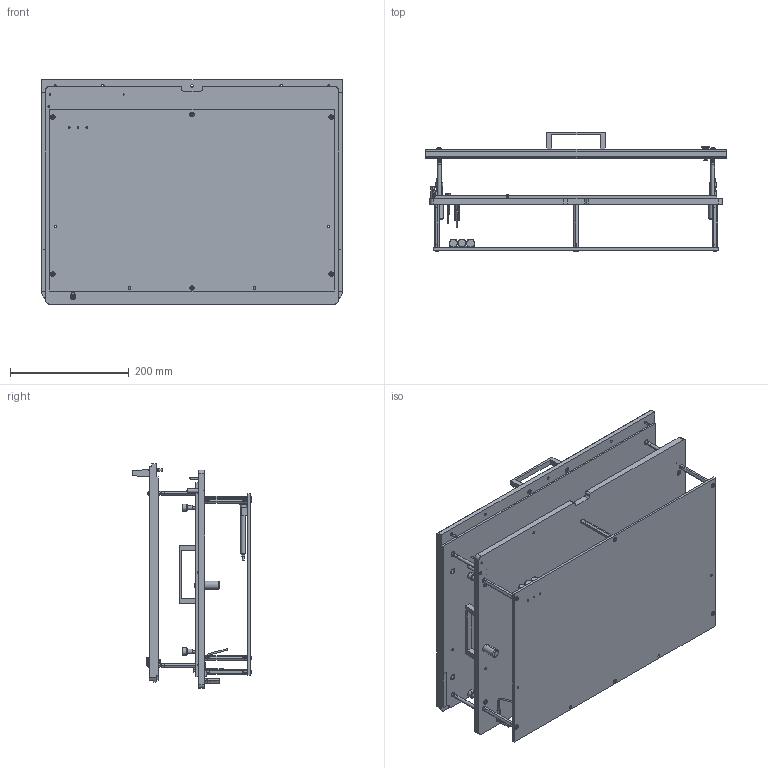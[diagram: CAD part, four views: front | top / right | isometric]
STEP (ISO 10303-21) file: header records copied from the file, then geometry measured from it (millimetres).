
FILE_DESCRIPTION (( 'STEP AP214' ), '1' );
FILE_NAME ('46254-KIT~1.STEP', '2019-09-19T09:29:59', ( '' ), ( '' ), 'SwSTEP 2.0', 'SolidWorks 2018', '' );
FILE_SCHEMA (( 'AUTOMOTIVE_DESIGN' ));
Length unit declared in the file: millimetre
Products named in the file (42): DIN7991~n_M03,0x020; DIN6325~n_03,0m6x016; 46025~1_ohne Transportschrauben <S>; 41367~5_S; 46254-KIT~1; DIN6325~n_06,0m6x030; 41369~1_S; ISO7380~n_M04,0x010; SKB-II~-s-k-i-i_M4,0x73 St; 5015~0; 3699~0_einzeln <Standard>; SKB-II~-s-k-i-i_M4,0x25 St; 1607~1; 48840~0_S; 14846~0_S; 3917~3_M 3 A; 19141~0_S; DIN912~n_M04,0x016; 43627~0_Hub 22,5mm<Standard>; GKS-114-0015~-g-k-s_Hub = 08,0 <S>; DIN6325~n_03,0m6x024; 9286~0; 48213~0_S; 46869~0_S; DIN934~n_M03,0; 2229~6; 53731~0; ISO7380~n_M04,0x012; 2196~6; 41899~3_flexiebel <S>; 47906~1_flexibel <Default>; 45876~2; DIN7979~n_04,0m6x020M3; 45875~1_S; 46253~1_ICT Stellung (kontaktiert)  <S>; ISO7380~n_M04,0x020; KS-113-Master~-k-s_KS-113 23; 46252~0_S; DIN7991~n_M03,0x006; 46010~3 ...
Assembly tree (89 placements, depth 4):
  46254-KIT~1
    46253~1_ICT Stellung (kontaktiert)  <S>
      41899~3_flexiebel <S>
        KS-113-Master~-k-s_KS-113 23
        GKS-114-0015~-g-k-s_Hub = 08,0 <S>
        53731~0
        3917~3_M 3 A
      46252~0_S
        46010~3
      45875~1_S
      45876~2
      43627~0_Hub 22,5mm<Standard>  x6
      2196~6  x2
      2229~6  x2
      46869~0_S  x4
      1607~1  x2
      48840~0_S
        19141~0_S
        14846~0_S
      5015~0
      3699~0_einzeln <Standard>  x3
      SKB-II~-s-k-i-i_M4,0x73 St  x6
      SKB-II~-s-k-i-i_M4,0x25 St
      ISO7380~n_M04,0x012  x13
      ISO7380~n_M04,0x010  x4
      DIN6325~n_03,0m6x016
      DIN6325~n_03,0m6x024
      DIN6325~n_06,0m6x030
      DIN7991~n_M03,0x006  x3
      41367~5_S  x3
    46025~1_ohne Transportschrauben <S>
      47906~1_flexibel <Default>
        41369~1_S  x4
        5015~0
        DIN7979~n_04,0m6x020M3  x2
        1607~1
        48213~0_S
        9286~0
        ISO7380~n_M04,0x020  x4
        DIN7991~n_M03,0x020
        DIN934~n_M03,0
        ISO7380~n_M03,0x006  x2
        DIN912~n_M04,0x016  x2
      45880~3_S
Bounding box: 506 x 200.45 x 377 mm (x, y, z)
Volume: 5801583.8 mm3; surface area: 1477018.1 mm2
Topology: 96 solids, 96 shells, 3399 faces, 7973 edges, 5147 vertices
Faces by surface type: plane 1688, cylinder 1169, cone 382, torus 128, sphere 20, bspline 12
Entity records: 84009 total; most frequent: CARTESIAN_POINT 13703, DIRECTION 11950, ORIENTED_EDGE 10524, EDGE_CURVE 5262, AXIS2_PLACEMENT_3D 4419, VERTEX_POINT 3454, LINE 3112, VECTOR 3112
